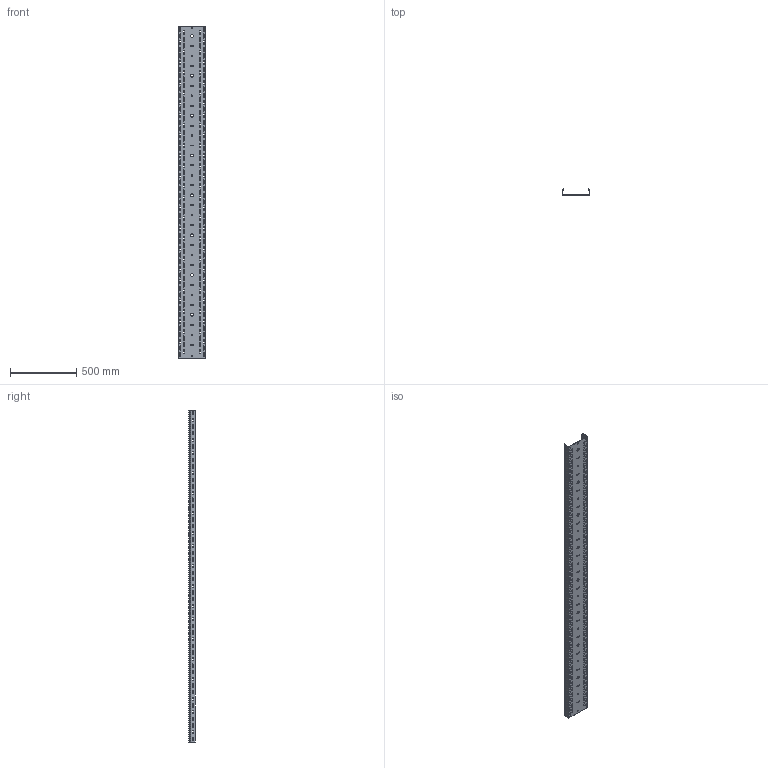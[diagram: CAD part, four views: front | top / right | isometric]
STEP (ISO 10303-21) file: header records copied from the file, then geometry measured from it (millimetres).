
FILE_DESCRIPTION (( 'STEP AP203' ), '1' );
FILE_NAME ('CLP10-050-200-150-D25 Ëîòîê ïåðôîðèðîâàííûé ESCA 50õ200õ2500-1,5 IEK.STEP', '2021-10-04T12:15:46', ( '' ), ( '' ), 'SwSTEP 2.0', 'SolidWorks 2017', '' );
FILE_SCHEMA (( 'CONFIG_CONTROL_DESIGN' ));
Length unit declared in the file: millimetre
Products named in the file (1): CLP10-050-200-150-D25 Ëîòîê ïåðôîðèðîâàííûé ESCA 50õ200õ2500-1,5 IEK
Bounding box: 200 x 49.97 x 2500 mm (x, y, z)
Volume: 1268373.9 mm3; surface area: 1455278 mm2
Topology: 1 solids, 1 shells, 1638 faces, 4908 edges, 3272 vertices
Faces by surface type: cylinder 966, plane 672
Entity records: 57349 total; most frequent: DIRECTION 10118, CARTESIAN_POINT 9819, ORIENTED_EDGE 9816, EDGE_CURVE 4908, AXIS2_PLACEMENT_3D 3571, VERTEX_POINT 3272, LINE 2976, VECTOR 2976
